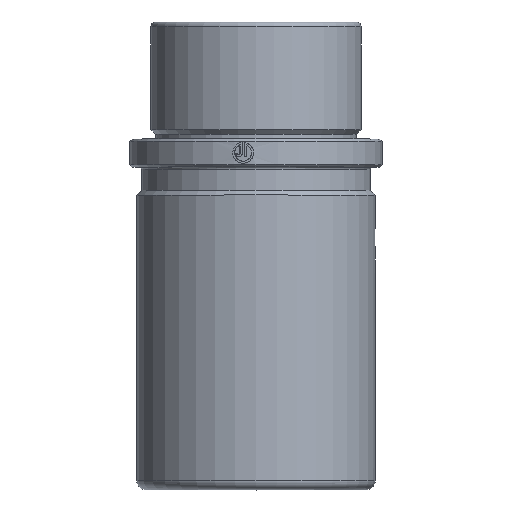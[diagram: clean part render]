
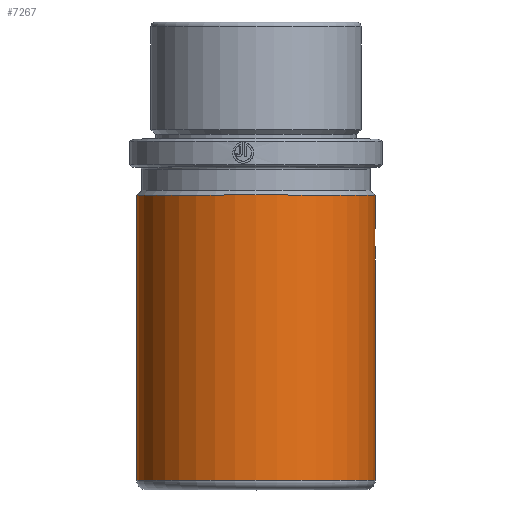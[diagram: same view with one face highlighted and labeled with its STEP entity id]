
A CAD part, top view. The second image highlights one B-rep face of the part: STEP entity #7267.
In plain terms, the highlighted cylindrical face has radius 25.5 mm (diameter 51 mm), a partial arc.
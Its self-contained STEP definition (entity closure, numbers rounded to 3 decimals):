
#1 = DIRECTION ( 'NONE',  ( 0., 1., 0. ) ) ;
#192 = EDGE_LOOP ( 'NONE', ( #5962, #6657, #6161, #4900, #4660, #4086, #6461 ) ) ;
#452 = CARTESIAN_POINT ( 'NONE',  ( 25.476, 6.247, 1.107 ) ) ;
#484 = DIRECTION ( 'NONE',  ( 0., 1., 0. ) ) ;
#561 = DIRECTION ( 'NONE',  ( -1., 0., 0. ) ) ;
#581 = CARTESIAN_POINT ( 'NONE',  ( 25.498, 1.516, 0.328 ) ) ;
#637 = CARTESIAN_POINT ( 'NONE',  ( 25.408, 2.745, 2.169 ) ) ;
#783 = VERTEX_POINT ( 'NONE', #6370 ) ;
#944 = CARTESIAN_POINT ( 'NONE',  ( 25.5, -48., 0. ) ) ;
#950 = VERTEX_POINT ( 'NONE', #944 ) ;
#1074 = FACE_OUTER_BOUND ( 'NONE', #192, .T. ) ;
#1129 = CARTESIAN_POINT ( 'NONE',  ( 25.476, 1.753, 1.108 ) ) ;
#1154 = CARTESIAN_POINT ( 'NONE',  ( 25.47, 1.83, 1.252 ) ) ;
#1202 = CARTESIAN_POINT ( 'NONE',  ( 25.5, 0., 0. ) ) ;
#1256 = DIRECTION ( 'NONE',  ( 0., 1., 0. ) ) ;
#1388 = DIRECTION ( 'NONE',  ( 0., 1., 0. ) ) ;
#1606 = AXIS2_PLACEMENT_3D ( 'NONE', #5680, #1388, #5580 ) ;
#1699 = CARTESIAN_POINT ( 'NONE',  ( -25.5, 0., 0. ) ) ;
#1722 = CARTESIAN_POINT ( 'NONE',  ( 25.492, 6.42, 0.648 ) ) ;
#1807 = EDGE_CURVE ( 'NONE', #5615, #6865, #2246, .T. ) ;
#1832 = VERTEX_POINT ( 'NONE', #2764 ) ;
#1854 = CARTESIAN_POINT ( 'NONE',  ( 25.384, 3.341, 2.434 ) ) ;
#2080 = VERTEX_POINT ( 'NONE', #6367 ) ;
#2227 = CARTESIAN_POINT ( 'NONE',  ( 25.39, 4.806, 2.372 ) ) ;
#2246 = B_SPLINE_CURVE_WITH_KNOTS ( 'NONE', 3,
 ( #5276, #7118, #581, #3562, #6079, #1129, #1154, #6700, #7812, #2969, #3028, #637, #5487, #1854, #7194, #7789 ),
 .UNSPECIFIED., .F., .F.,
 ( 4, 2, 2, 2, 2, 2, 2, 4 ),
 ( 0.012, 0.012, 0.013, 0.013, 0.014, 0.014, 0.015, 0.016 ),
 .UNSPECIFIED. ) ;
#2273 = CARTESIAN_POINT ( 'NONE',  ( 25.401, 5.109, 2.246 ) ) ;
#2319 = CARTESIAN_POINT ( 'NONE',  ( 25.385, 4.648, 2.42 ) ) ;
#2349 = DIRECTION ( 'NONE',  ( 0., 1., 0. ) ) ;
#2375 = B_SPLINE_CURVE_WITH_KNOTS ( 'NONE', 3,
 ( #6418, #2747, #4067, #2319, #2227, #2273, #7720, #3539, #6594, #6523, #2894, #4751, #452, #7120, #1722, #5946, #5894, #5974 ),
 .UNSPECIFIED., .F., .F.,
 ( 4, 2, 2, 2, 2, 2, 2, 2, 4 ),
 ( 0., 0., 0.001, 0.001, 0.002, 0.002, 0.003, 0.003, 0.004 ),
 .UNSPECIFIED. ) ;
#2482 = AXIS2_PLACEMENT_3D ( 'NONE', #6009, #484, #561 ) ;
#2485 = CYLINDRICAL_SURFACE ( 'NONE', #7347, 25.5 ) ;
#2671 = EDGE_CURVE ( 'NONE', #950, #5615, #5067, .T. ) ;
#2747 = CARTESIAN_POINT ( 'NONE',  ( 25.377, 4.165, 2.5 ) ) ;
#2764 = CARTESIAN_POINT ( 'NONE',  ( 25.5, 13., 0. ) ) ;
#2814 = CARTESIAN_POINT ( 'NONE',  ( 0., 0., 0. ) ) ;
#2894 = CARTESIAN_POINT ( 'NONE',  ( 25.455, 5.987, 1.526 ) ) ;
#2935 = EDGE_CURVE ( 'NONE', #2080, #950, #7273, .T. ) ;
#2951 = CARTESIAN_POINT ( 'NONE',  ( 25.377, 4., 2.5 ) ) ;
#2969 = CARTESIAN_POINT ( 'NONE',  ( 25.431, 2.347, 1.882 ) ) ;
#3028 = CARTESIAN_POINT ( 'NONE',  ( 25.423, 2.472, 1.986 ) ) ;
#3382 = CARTESIAN_POINT ( 'NONE',  ( 25.5, 1.5, 0. ) ) ;
#3539 = CARTESIAN_POINT ( 'NONE',  ( 25.423, 5.525, 1.988 ) ) ;
#3562 = CARTESIAN_POINT ( 'NONE',  ( 25.492, 1.58, 0.647 ) ) ;
#3912 = VECTOR ( 'NONE', #2349, 1000. ) ;
#3962 = DIRECTION ( 'NONE',  ( -1., 0., 0. ) ) ;
#4067 = CARTESIAN_POINT ( 'NONE',  ( 25.379, 4.328, 2.484 ) ) ;
#4086 = ORIENTED_EDGE ( 'NONE', *, *, #7771, .F. ) ;
#4241 = CARTESIAN_POINT ( 'NONE',  ( 25.5, 0., 0. ) ) ;
#4660 = ORIENTED_EDGE ( 'NONE', *, *, #7519, .T. ) ;
#4751 = CARTESIAN_POINT ( 'NONE',  ( 25.47, 6.17, 1.253 ) ) ;
#4900 = ORIENTED_EDGE ( 'NONE', *, *, #5098, .T. ) ;
#5067 = LINE ( 'NONE', #1202, #5642 ) ;
#5098 = EDGE_CURVE ( 'NONE', #6865, #783, #2375, .T. ) ;
#5276 = CARTESIAN_POINT ( 'NONE',  ( 25.5, 1.5, 0. ) ) ;
#5487 = CARTESIAN_POINT ( 'NONE',  ( 25.401, 2.891, 2.246 ) ) ;
#5534 = VECTOR ( 'NONE', #1, 1000. ) ;
#5580 = DIRECTION ( 'NONE',  ( -1., 0., 0. ) ) ;
#5615 = VERTEX_POINT ( 'NONE', #3382 ) ;
#5642 = VECTOR ( 'NONE', #1256, 1000. ) ;
#5680 = CARTESIAN_POINT ( 'NONE',  ( 0., 13., 0. ) ) ;
#5724 = LINE ( 'NONE', #1699, #3912 ) ;
#5894 = CARTESIAN_POINT ( 'NONE',  ( 25.5, 6.5, 0.163 ) ) ;
#5946 = CARTESIAN_POINT ( 'NONE',  ( 25.498, 6.484, 0.326 ) ) ;
#5962 = ORIENTED_EDGE ( 'NONE', *, *, #2935, .T. ) ;
#5974 = CARTESIAN_POINT ( 'NONE',  ( 25.5, 6.5, 0. ) ) ;
#6009 = CARTESIAN_POINT ( 'NONE',  ( 0., -48., 0. ) ) ;
#6079 = CARTESIAN_POINT ( 'NONE',  ( 25.488, 1.628, 0.806 ) ) ;
#6138 = CARTESIAN_POINT ( 'NONE',  ( -25.5, 13., 0. ) ) ;
#6161 = ORIENTED_EDGE ( 'NONE', *, *, #1807, .T. ) ;
#6367 = CARTESIAN_POINT ( 'NONE',  ( -25.5, -48., 0. ) ) ;
#6370 = CARTESIAN_POINT ( 'NONE',  ( 25.5, 6.5, 0. ) ) ;
#6418 = CARTESIAN_POINT ( 'NONE',  ( 25.377, 4., 2.5 ) ) ;
#6461 = ORIENTED_EDGE ( 'NONE', *, *, #6769, .F. ) ;
#6523 = CARTESIAN_POINT ( 'NONE',  ( 25.447, 5.884, 1.652 ) ) ;
#6539 = DIRECTION ( 'NONE',  ( 0., 1., 0. ) ) ;
#6594 = CARTESIAN_POINT ( 'NONE',  ( 25.431, 5.653, 1.882 ) ) ;
#6657 = ORIENTED_EDGE ( 'NONE', *, *, #2671, .T. ) ;
#6700 = CARTESIAN_POINT ( 'NONE',  ( 25.455, 2.011, 1.523 ) ) ;
#6769 = EDGE_CURVE ( 'NONE', #2080, #7121, #5724, .T. ) ;
#6865 = VERTEX_POINT ( 'NONE', #2951 ) ;
#7080 = LINE ( 'NONE', #4241, #5534 ) ;
#7118 = CARTESIAN_POINT ( 'NONE',  ( 25.5, 1.5, 0.165 ) ) ;
#7120 = CARTESIAN_POINT ( 'NONE',  ( 25.488, 6.372, 0.806 ) ) ;
#7121 = VERTEX_POINT ( 'NONE', #6138 ) ;
#7194 = CARTESIAN_POINT ( 'NONE',  ( 25.377, 3.67, 2.5 ) ) ;
#7267 = ADVANCED_FACE ( 'NONE', ( #1074 ), #2485, .T. ) ;
#7273 = CIRCLE ( 'NONE', #2482, 25.5 ) ;
#7347 = AXIS2_PLACEMENT_3D ( 'NONE', #2814, #6539, #3962 ) ;
#7519 = EDGE_CURVE ( 'NONE', #783, #1832, #7080, .T. ) ;
#7720 = CARTESIAN_POINT ( 'NONE',  ( 25.408, 5.253, 2.17 ) ) ;
#7724 = CIRCLE ( 'NONE', #1606, 25.5 ) ;
#7771 = EDGE_CURVE ( 'NONE', #7121, #1832, #7724, .T. ) ;
#7789 = CARTESIAN_POINT ( 'NONE',  ( 25.377, 4., 2.5 ) ) ;
#7812 = CARTESIAN_POINT ( 'NONE',  ( 25.447, 2.117, 1.652 ) ) ;
